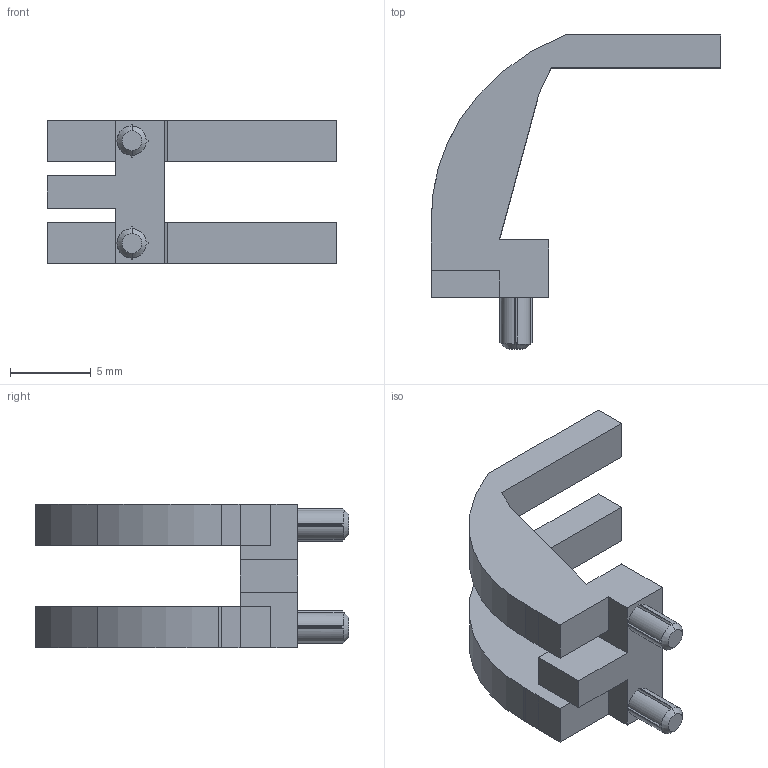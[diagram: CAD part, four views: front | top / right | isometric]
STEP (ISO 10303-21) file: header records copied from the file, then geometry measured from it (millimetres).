
FILE_DESCRIPTION (( 'STEP AP214' ), '1' );
FILE_NAME ('7511B47.STEP', '2019-05-08T21:54:37', ( 'user' ), ( 'Microsoft' ), 'SwSTEP 2.0', 'SolidWorks 2018', '' );
FILE_SCHEMA (( 'AUTOMOTIVE_DESIGN' ));
Length unit declared in the file: inch
Products named in the file (1): 7511B47
Bounding box: 17.93 x 19.4 x 8.89 mm (x, y, z)
Volume: 544.2 mm3; surface area: 812.2 mm2
Topology: 1 solids, 1 shells, 73 faces, 209 edges, 138 vertices
Faces by surface type: plane 56, cylinder 13, cone 4
Entity records: 2445 total; most frequent: CARTESIAN_POINT 545, ORIENTED_EDGE 418, DIRECTION 343, EDGE_CURVE 209, LINE 151, VECTOR 151, VERTEX_POINT 138, AXIS2_PLACEMENT_3D 96
